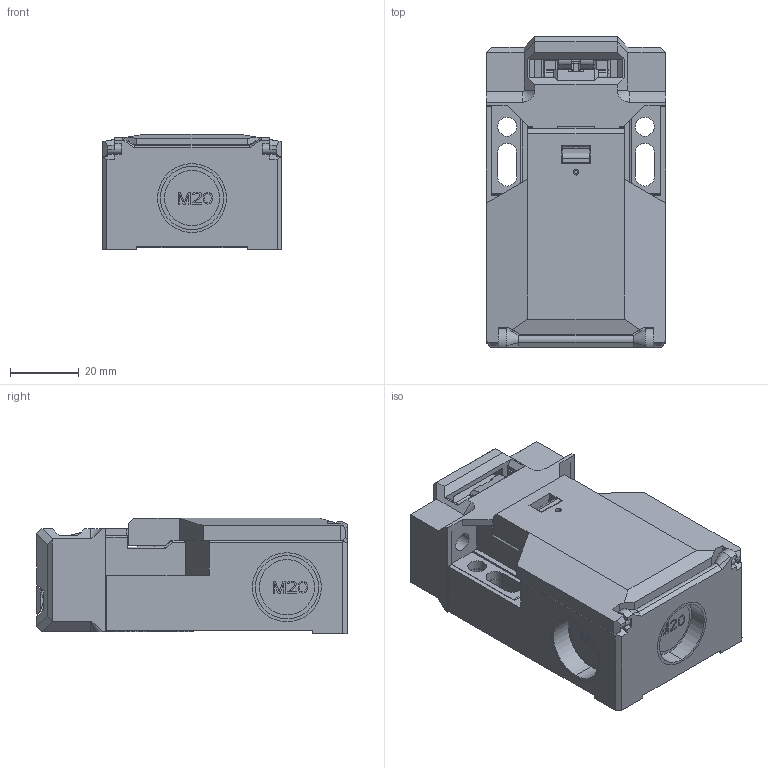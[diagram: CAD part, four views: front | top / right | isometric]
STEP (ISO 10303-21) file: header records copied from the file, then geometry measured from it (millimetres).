
FILE_DESCRIPTION((''),'2;1');
FILE_NAME('212874_ASM','2019-08-09T10:01:43',('pdmadmin'),('BANNER ENGINEERING'),'CREO PARAMETRIC BY PTC INC, 2018300','CREO PARAMETRIC BY PTC INC, 2018300','');
FILE_SCHEMA(('CONFIG_CONTROL_DESIGN'));
Products named in the file (2): SI-QS90_INTERLOCK_BODY; 212874_ASM
Assembly tree (1 placements, depth 2):
  212874_ASM
    SI-QS90_INTERLOCK_BODY
Bounding box: 52 x 90.1 x 33.5 mm (x, y, z)
Volume: 65825.1 mm3; surface area: 59545.8 mm2
Topology: 4 solids, 7 shells, 2575 faces, 6837 edges, 4235 vertices
Faces by surface type: plane 1356, cylinder 771, torus 205, sphere 108, bspline 100, cone 27, extrusion 8
Entity records: 83486 total; most frequent: CARTESIAN_POINT 19592, ORIENTED_EDGE 13626, DIRECTION 13104, EDGE_CURVE 6819, VECTOR 4538, LINE 4530, AXIS2_PLACEMENT_3D 4283, VERTEX_POINT 4231
